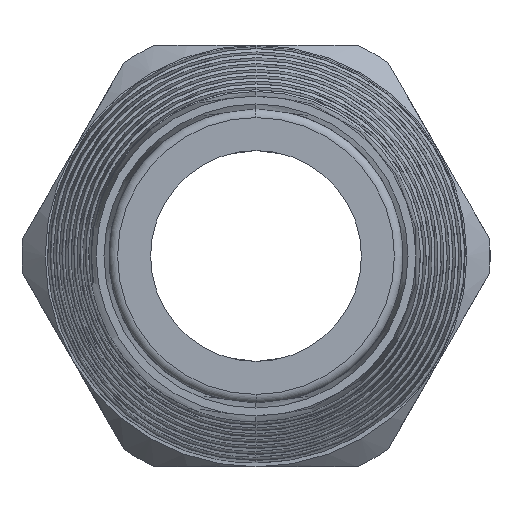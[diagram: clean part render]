
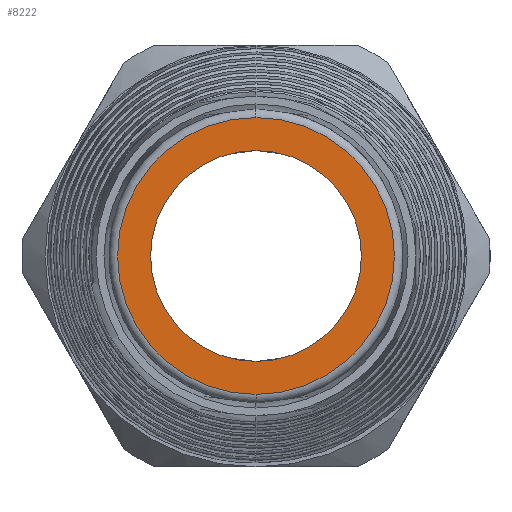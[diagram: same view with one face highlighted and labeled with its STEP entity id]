
A CAD part, left-side view. The second image highlights one B-rep face of the part: STEP entity #8222.
In plain terms, the highlighted planar face has unit normal (-1, 0, 0).
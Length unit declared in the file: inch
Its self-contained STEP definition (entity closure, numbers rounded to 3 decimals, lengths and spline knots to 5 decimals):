
#2702 = DIRECTION ( 'NONE',  ( 0., 0., -1. ) ) ;
#2703 = DIRECTION ( 'NONE',  ( 1., 0., 0. ) ) ;
#2704 = CARTESIAN_POINT ( 'NONE',  ( -1.22, 0., 0. ) ) ;
#2705 = AXIS2_PLACEMENT_3D ( 'NONE', #2704, #2703, #2702 ) ;
#2706 = CIRCLE ( 'NONE', #2705, 0.235 ) ;
#2708 = CARTESIAN_POINT ( 'NONE',  ( -1.22, 0., 0.3085 ) ) ;
#2709 = CARTESIAN_POINT ( 'NONE',  ( -1.22, 0., -0.3085 ) ) ;
#2710 = DIRECTION ( 'NONE',  ( 0., 0., -1. ) ) ;
#2711 = DIRECTION ( 'NONE',  ( 1., 0., 0. ) ) ;
#2712 = CARTESIAN_POINT ( 'NONE',  ( -1.22, 0., 0. ) ) ;
#2713 = AXIS2_PLACEMENT_3D ( 'NONE', #2712, #2711, #2710 ) ;
#2714 = CIRCLE ( 'NONE', #2713, 0.3085 ) ;
#2776 = DIRECTION ( 'NONE',  ( 0., 0., 1. ) ) ;
#2777 = DIRECTION ( 'NONE',  ( -1., 0., 0. ) ) ;
#2778 = CARTESIAN_POINT ( 'NONE',  ( -1.22, 0.3085, 0. ) ) ;
#2779 = AXIS2_PLACEMENT_3D ( 'NONE', #2778, #2777, #2776 ) ;
#2780 = PLANE ( 'NONE',  #2779 ) ;
#2781 = FACE_OUTER_BOUND ( 'NONE', #8226, .T. ) ;
#2782 = FACE_BOUND ( 'NONE', #8223, .T. ) ;
#2789 = CARTESIAN_POINT ( 'NONE',  ( -1.22, 0., 0.235 ) ) ;
#2790 = DIRECTION ( 'NONE',  ( 0., 0., -1. ) ) ;
#2791 = DIRECTION ( 'NONE',  ( 1., 0., 0. ) ) ;
#2792 = AXIS2_PLACEMENT_3D ( 'NONE', #2799, #2791, #2790 ) ;
#2793 = CIRCLE ( 'NONE', #2792, 0.235 ) ;
#2799 = CARTESIAN_POINT ( 'NONE',  ( -1.22, 0., 0. ) ) ;
#2851 = CARTESIAN_POINT ( 'NONE',  ( -1.22, 0., -0.235 ) ) ;
#2855 = DIRECTION ( 'NONE',  ( 0., 0., -1. ) ) ;
#2856 = DIRECTION ( 'NONE',  ( 1., 0., 0. ) ) ;
#2857 = AXIS2_PLACEMENT_3D ( 'NONE', #2863, #2856, #2855 ) ;
#2858 = CIRCLE ( 'NONE', #2857, 0.3085 ) ;
#2863 = CARTESIAN_POINT ( 'NONE',  ( -1.22, 0., 0. ) ) ;
#8188 = EDGE_CURVE ( 'NONE', #8189, #8190, #2714, .T. ) ;
#8189 = VERTEX_POINT ( 'NONE', #2709 ) ;
#8190 = VERTEX_POINT ( 'NONE', #2708 ) ;
#8194 = EDGE_CURVE ( 'NONE', #8255, #8254, #2706, .T. ) ;
#8222 = ADVANCED_FACE ( 'NONE', ( #2782, #2781 ), #2780, .T. ) ;
#8223 = EDGE_LOOP ( 'NONE', ( #8224, #8225 ) ) ;
#8224 = ORIENTED_EDGE ( 'NONE', *, *, #8194, .T. ) ;
#8225 = ORIENTED_EDGE ( 'NONE', *, *, #8253, .T. ) ;
#8226 = EDGE_LOOP ( 'NONE', ( #8227, #8228 ) ) ;
#8227 = ORIENTED_EDGE ( 'NONE', *, *, #8188, .F. ) ;
#8228 = ORIENTED_EDGE ( 'NONE', *, *, #8293, .F. ) ;
#8253 = EDGE_CURVE ( 'NONE', #8254, #8255, #2793, .T. ) ;
#8254 = VERTEX_POINT ( 'NONE', #2789 ) ;
#8255 = VERTEX_POINT ( 'NONE', #2851 ) ;
#8293 = EDGE_CURVE ( 'NONE', #8190, #8189, #2858, .T. ) ;
